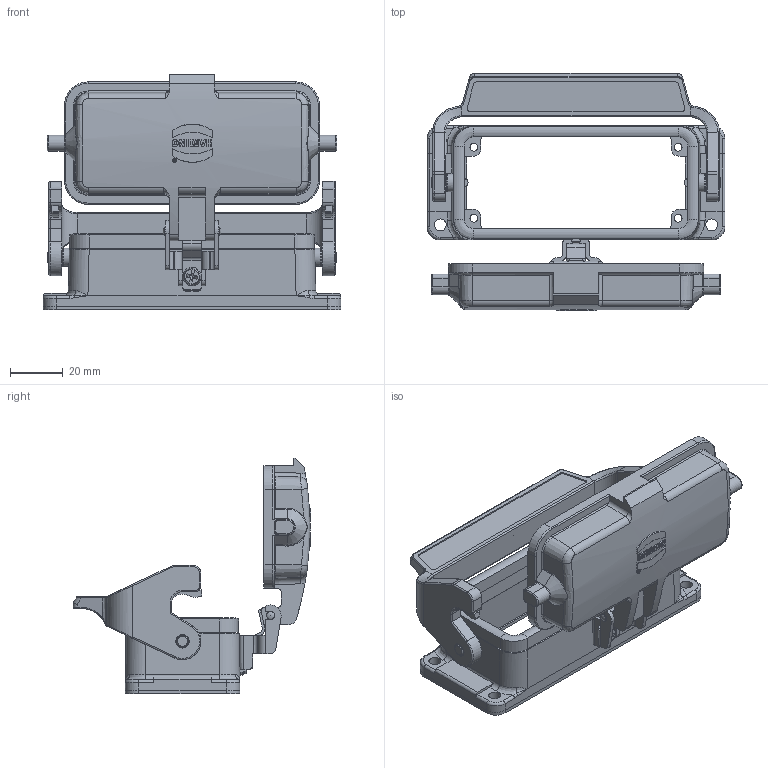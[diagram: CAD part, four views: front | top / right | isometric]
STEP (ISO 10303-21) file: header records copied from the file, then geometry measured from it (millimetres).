
FILE_DESCRIPTION(/* description */ (''),/* implementation_level */ '2;1');
FILE_NAME(/* name */ '100094779ugm000_d.stp',/* time_stamp */ '2017-11-06T09:56:20+01:00',/* author */ (''),/* organization */ (''),/* preprocessor_version */ 'ST-DEVELOPER v16',/* originating_system */ 'SIEMENS PLM Software NX 10.0',/* authorisation */ '');
FILE_SCHEMA (('AUTOMOTIVE_DESIGN { 1 0 10303 214 3 1 1 1 }'));
Length unit declared in the file: millimetre
Products named in the file (1): 100094779ugm000_d
Bounding box: 113.01 x 90.17 x 89.38 mm (x, y, z)
Volume: 68542.2 mm3; surface area: 51302 mm2
Topology: 3 solids, 3 shells, 1004 faces, 3205 edges, 2723 vertices
Faces by surface type: plane 472, cylinder 297, bspline 115, torus 53, cone 41, extrusion 22, sphere 4
Full cylindrical faces by diameter (mm): 1.006 x1, 1.477 x1, 3 x6, 3.05 x1, 4 x2, 4.5 x4, 4.8 x2, 5.1 x2, 7 x3
Entity records: 42913 total; most frequent: CARTESIAN_POINT 11706, ORIENTED_EDGE 5220, DIRECTION 4989, EDGE_CURVE 2610, AXIS2_PLACEMENT_3D 1728, VERTEX_POINT 1668, VECTOR 1533, LINE 1511
